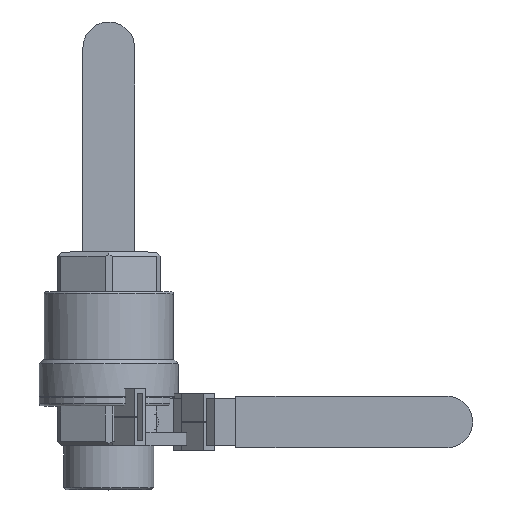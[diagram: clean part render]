
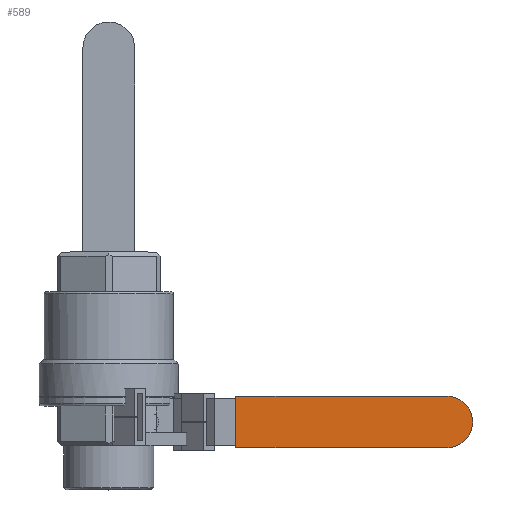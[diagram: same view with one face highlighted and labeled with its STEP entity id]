
A CAD part, top view. The second image highlights one B-rep face of the part: STEP entity #589.
In plain terms, the highlighted face is planar.
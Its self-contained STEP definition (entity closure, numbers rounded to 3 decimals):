
#589 = ADVANCED_FACE( '', ( #1257 ), #1258, .F. );
#1257 = FACE_OUTER_BOUND( '', #2332, .T. );
#1258 = PLANE( '', #2333 );
#2332 = EDGE_LOOP( '', ( #3938, #3939, #3940, #3941 ) );
#2333 = AXIS2_PLACEMENT_3D( '', #3942, #3943, #3944 );
#3938 = ORIENTED_EDGE( '', *, *, #5148, .T. );
#3939 = ORIENTED_EDGE( '', *, *, #5089, .F. );
#3940 = ORIENTED_EDGE( '', *, *, #4870, .F. );
#3941 = ORIENTED_EDGE( '', *, *, #5149, .F. );
#3942 = CARTESIAN_POINT( '', ( 0., 0., 0. ) );
#3943 = DIRECTION( '', ( 0., 1., 0. ) );
#3944 = DIRECTION( '', ( 0., 0., 1. ) );
#4870 = EDGE_CURVE( '', #5887, #5888, #5889, .T. );
#5089 = EDGE_CURVE( '', #5888, #6194, #6195, .T. );
#5148 = EDGE_CURVE( '', #6266, #6194, #6267, .F. );
#5149 = EDGE_CURVE( '', #6266, #5887, #6268, .T. );
#5887 = VERTEX_POINT( '', #7564 );
#5888 = VERTEX_POINT( '', #7565 );
#5889 = LINE( '', #7566, #7567 );
#6194 = VERTEX_POINT( '', #8406 );
#6195 = LINE( '', #8407, #8408 );
#6266 = VERTEX_POINT( '', #8514 );
#6267 = CIRCLE( '', #8515, 12. );
#6268 = LINE( '', #8516, #8517 );
#7564 = CARTESIAN_POINT( '', ( 0., 0., 0. ) );
#7565 = CARTESIAN_POINT( '', ( 0., 0., 24. ) );
#7566 = CARTESIAN_POINT( '', ( 0., 0., 0. ) );
#7567 = VECTOR( '', #9067, 1000. );
#8406 = CARTESIAN_POINT( '', ( 98., 0., 24. ) );
#8407 = CARTESIAN_POINT( '', ( 0., 0., 24. ) );
#8408 = VECTOR( '', #9301, 1000. );
#8514 = CARTESIAN_POINT( '', ( 98., 0., 0. ) );
#8515 = AXIS2_PLACEMENT_3D( '', #9340, #9341, #9342 );
#8516 = CARTESIAN_POINT( '', ( 110., 0., 0. ) );
#8517 = VECTOR( '', #9343, 1000. );
#9067 = DIRECTION( '', ( 0., 0., 1. ) );
#9301 = DIRECTION( '', ( 1., 0., 0. ) );
#9340 = CARTESIAN_POINT( '', ( 98., 0., 12. ) );
#9341 = DIRECTION( '', ( 0., 1., 0. ) );
#9342 = DIRECTION( '', ( 0., 0., 1. ) );
#9343 = DIRECTION( '', ( -1., 0., 0. ) );
